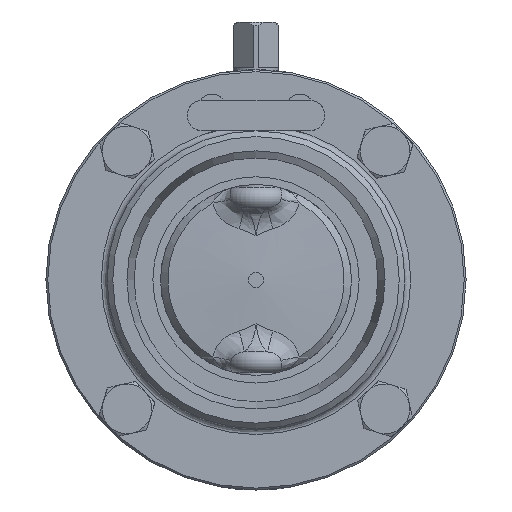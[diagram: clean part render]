
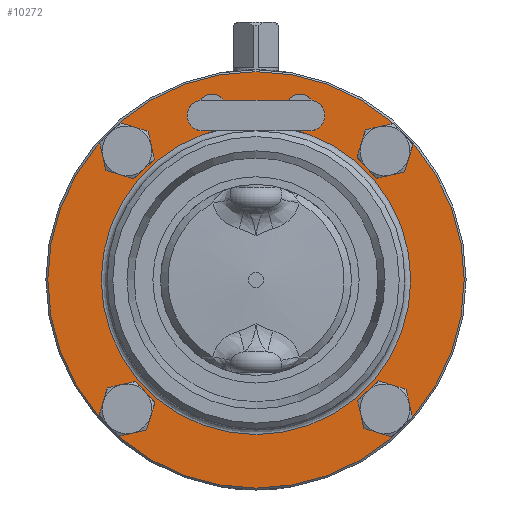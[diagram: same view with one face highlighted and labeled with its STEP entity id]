
A CAD part, left-side view. The second image highlights one B-rep face of the part: STEP entity #10272.
In plain terms, the highlighted planar face has unit normal (-1, 0, 0).
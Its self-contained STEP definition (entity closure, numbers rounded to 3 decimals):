
#1808=CARTESIAN_POINT('',(-10.,11.5,41.4));
#1809=VERTEX_POINT('',#1808);
#1810=CARTESIAN_POINT('',(-10.0,11.5,45.0));
#1811=DIRECTION('',(1.0,0.0,0.0));
#1812=DIRECTION('',(0.0,0.0,-1.0));
#1813=AXIS2_PLACEMENT_3D('',#1810,#1811,#1812);
#1814=CIRCLE('',#1813,3.6);
#1815=EDGE_CURVE('',#1809,#1809,#1814,.T.);
#1845=CARTESIAN_POINT('',(-10.,-11.5,41.4));
#1846=VERTEX_POINT('',#1845);
#1847=CARTESIAN_POINT('',(-10.0,-11.5,45.0));
#1848=DIRECTION('',(1.0,0.0,0.0));
#1849=DIRECTION('',(0.0,0.0,-1.0));
#1850=AXIS2_PLACEMENT_3D('',#1847,#1848,#1849);
#1851=CIRCLE('',#1850,3.6);
#1852=EDGE_CURVE('',#1846,#1846,#1851,.T.);
#2891=CARTESIAN_POINT('',(-10.,-37.952,-29.897));
#2892=VERTEX_POINT('',#2891);
#2893=CARTESIAN_POINT('',(-10.,-33.764,-33.764));
#2894=DIRECTION('',(1.0,0.0,0.0));
#2895=DIRECTION('',(0.0,-0.735,0.679));
#2896=AXIS2_PLACEMENT_3D('',#2893,#2894,#2895);
#2897=CIRCLE('',#2896,5.7);
#2898=EDGE_CURVE('',#2892,#2892,#2897,.T.);
#3769=CARTESIAN_POINT('',(-10.,29.897,-37.952));
#3770=VERTEX_POINT('',#3769);
#3771=CARTESIAN_POINT('',(-10.,33.764,-33.764));
#3772=DIRECTION('',(1.0,0.0,0.0));
#3773=DIRECTION('',(0.0,-0.679,-0.735));
#3774=AXIS2_PLACEMENT_3D('',#3771,#3772,#3773);
#3775=CIRCLE('',#3774,5.7);
#3776=EDGE_CURVE('',#3770,#3770,#3775,.T.);
#4647=CARTESIAN_POINT('',(-10.,37.952,29.897));
#4648=VERTEX_POINT('',#4647);
#4649=CARTESIAN_POINT('',(-10.,33.764,33.764));
#4650=DIRECTION('',(1.0,0.0,0.0));
#4651=DIRECTION('',(0.0,0.735,-0.679));
#4652=AXIS2_PLACEMENT_3D('',#4649,#4650,#4651);
#4653=CIRCLE('',#4652,5.7);
#4654=EDGE_CURVE('',#4648,#4648,#4653,.T.);
#5525=CARTESIAN_POINT('',(-10.,-29.897,37.952));
#5526=VERTEX_POINT('',#5525);
#5527=CARTESIAN_POINT('',(-10.,-33.764,33.764));
#5528=DIRECTION('',(1.0,0.0,0.0));
#5529=DIRECTION('',(0.0,0.679,0.735));
#5530=AXIS2_PLACEMENT_3D('',#5527,#5528,#5529);
#5531=CIRCLE('',#5530,5.7);
#5532=EDGE_CURVE('',#5526,#5526,#5531,.T.);
#10212=CARTESIAN_POINT('',(-10.,-54.5,0.0));
#10213=VERTEX_POINT('',#10212);
#10214=CARTESIAN_POINT('',(-10.,0.0,0.0));
#10215=DIRECTION('',(-1.0,0.0,0.0));
#10216=DIRECTION('',(0.0,-1.0,0.0));
#10217=AXIS2_PLACEMENT_3D('',#10214,#10215,#10216);
#10218=CIRCLE('',#10217,54.5);
#10219=EDGE_CURVE('',#10213,#10213,#10218,.T.);
#10235=CARTESIAN_POINT('',(-10.,-47.5,0.0));
#10236=DIRECTION('',(-1.0,0.0,0.0));
#10237=DIRECTION('',(0.0,0.0,-1.0));
#10238=AXIS2_PLACEMENT_3D('',#10235,#10236,#10237);
#10239=PLANE('',#10238);
#10240=ORIENTED_EDGE('',*,*,#10219,.T.);
#10241=EDGE_LOOP('',(#10240));
#10242=FACE_OUTER_BOUND('',#10241,.T.);
#10243=ORIENTED_EDGE('',*,*,#2898,.T.);
#10244=EDGE_LOOP('',(#10243));
#10245=FACE_BOUND('',#10244,.T.);
#10246=ORIENTED_EDGE('',*,*,#3776,.T.);
#10247=EDGE_LOOP('',(#10246));
#10248=FACE_BOUND('',#10247,.T.);
#10249=ORIENTED_EDGE('',*,*,#4654,.T.);
#10250=EDGE_LOOP('',(#10249));
#10251=FACE_BOUND('',#10250,.T.);
#10252=ORIENTED_EDGE('',*,*,#5532,.T.);
#10253=EDGE_LOOP('',(#10252));
#10254=FACE_BOUND('',#10253,.T.);
#10255=ORIENTED_EDGE('',*,*,#1815,.T.);
#10256=EDGE_LOOP('',(#10255));
#10257=FACE_BOUND('',#10256,.T.);
#10258=ORIENTED_EDGE('',*,*,#1852,.T.);
#10259=EDGE_LOOP('',(#10258));
#10260=FACE_BOUND('',#10259,.T.);
#10261=CARTESIAN_POINT('',(-10.,-40.5,0.0));
#10262=VERTEX_POINT('',#10261);
#10263=CARTESIAN_POINT('',(-10.,0.0,0.0));
#10264=DIRECTION('',(-1.0,0.0,0.0));
#10265=DIRECTION('',(0.0,-1.0,0.0));
#10266=AXIS2_PLACEMENT_3D('',#10263,#10264,#10265);
#10267=CIRCLE('',#10266,40.5);
#10268=EDGE_CURVE('',#10262,#10262,#10267,.T.);
#10269=ORIENTED_EDGE('',*,*,#10268,.F.);
#10270=EDGE_LOOP('',(#10269));
#10271=FACE_BOUND('',#10270,.T.);
#10272=ADVANCED_FACE('',(#10242,#10245,#10248,#10251,#10254,#10257,#10260,#10271),#10239,.T.);
